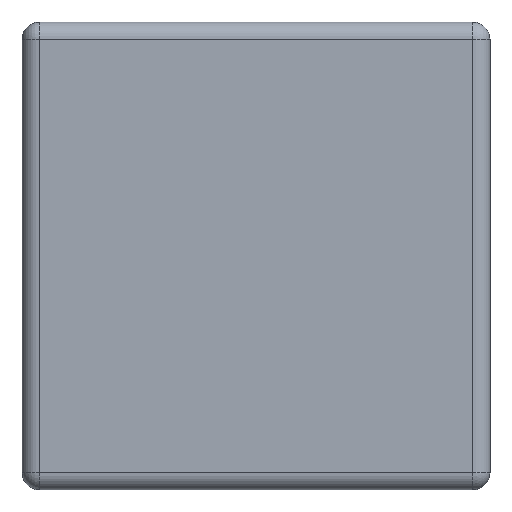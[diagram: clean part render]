
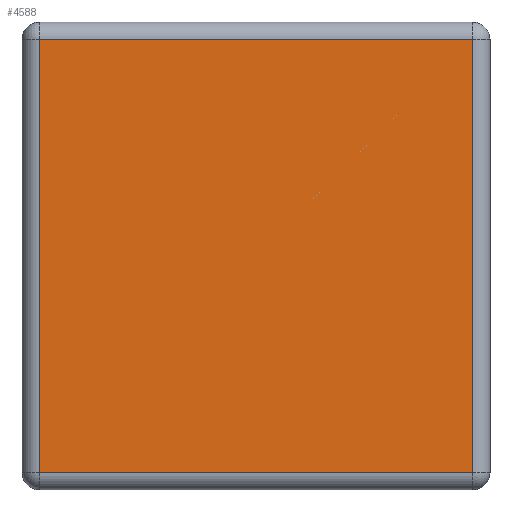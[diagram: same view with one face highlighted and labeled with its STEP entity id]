
A CAD part, left-side view. The second image highlights one B-rep face of the part: STEP entity #4588.
In plain terms, the highlighted planar face has unit normal (-1, 0, 0).
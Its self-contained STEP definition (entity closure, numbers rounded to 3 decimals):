
#189 = EDGE_CURVE ( 'NONE', #1432, #4228, #5340, .T. ) ;
#191 = EDGE_LOOP ( 'NONE', ( #1737, #3415, #5002, #2233 ) ) ;
#238 = LINE ( 'NONE', #777, #5996 ) ;
#595 = VECTOR ( 'NONE', #5267, 1000. ) ;
#728 = DIRECTION ( 'NONE',  ( 0., -1., 0. ) ) ;
#777 = CARTESIAN_POINT ( 'NONE',  ( -0.02, 0.52, 0. ) ) ;
#1149 = DIRECTION ( 'NONE',  ( 0., 1., 0. ) ) ;
#1187 = LINE ( 'NONE', #3048, #1588 ) ;
#1432 = VERTEX_POINT ( 'NONE', #6017 ) ;
#1571 = CARTESIAN_POINT ( 'NONE',  ( -0.02, 0.5, -0.52 ) ) ;
#1588 = VECTOR ( 'NONE', #728, 1000. ) ;
#1737 = ORIENTED_EDGE ( 'NONE', *, *, #189, .T. ) ;
#1744 = DIRECTION ( 'NONE',  ( -1., 0., 0. ) ) ;
#1789 = LINE ( 'NONE', #5751, #595 ) ;
#1850 = CARTESIAN_POINT ( 'NONE',  ( -0.02, 0., -0.5 ) ) ;
#2090 = EDGE_CURVE ( 'NONE', #3131, #4035, #1789, .T. ) ;
#2232 = EDGE_CURVE ( 'NONE', #4228, #3131, #1187, .T. ) ;
#2233 = ORIENTED_EDGE ( 'NONE', *, *, #2682, .T. ) ;
#2632 = CARTESIAN_POINT ( 'NONE',  ( -0.02, 0.5, -0.5 ) ) ;
#2649 = PLANE ( 'NONE',  #3483 ) ;
#2679 = DIRECTION ( 'NONE',  ( 0., -1., 0. ) ) ;
#2682 = EDGE_CURVE ( 'NONE', #4035, #1432, #238, .T. ) ;
#3048 = CARTESIAN_POINT ( 'NONE',  ( -0.02, -0.02, -0.5 ) ) ;
#3131 = VERTEX_POINT ( 'NONE', #1850 ) ;
#3415 = ORIENTED_EDGE ( 'NONE', *, *, #2232, .T. ) ;
#3483 = AXIS2_PLACEMENT_3D ( 'NONE', #4508, #1744, #2679 ) ;
#3703 = VECTOR ( 'NONE', #4337, 1000. ) ;
#3822 = CARTESIAN_POINT ( 'NONE',  ( -0.02, 0., 0. ) ) ;
#4035 = VERTEX_POINT ( 'NONE', #3822 ) ;
#4228 = VERTEX_POINT ( 'NONE', #2632 ) ;
#4337 = DIRECTION ( 'NONE',  ( 0., 0., -1. ) ) ;
#4508 = CARTESIAN_POINT ( 'NONE',  ( -0.02, 0.52, -0.52 ) ) ;
#4588 = ADVANCED_FACE ( 'NONE', ( #4994 ), #2649, .T. ) ;
#4994 = FACE_OUTER_BOUND ( 'NONE', #191, .T. ) ;
#5002 = ORIENTED_EDGE ( 'NONE', *, *, #2090, .T. ) ;
#5267 = DIRECTION ( 'NONE',  ( 0., 0., 1. ) ) ;
#5340 = LINE ( 'NONE', #1571, #3703 ) ;
#5751 = CARTESIAN_POINT ( 'NONE',  ( -0.02, 0., -0.52 ) ) ;
#5996 = VECTOR ( 'NONE', #1149, 1000. ) ;
#6017 = CARTESIAN_POINT ( 'NONE',  ( -0.02, 0.5, 0. ) ) ;
